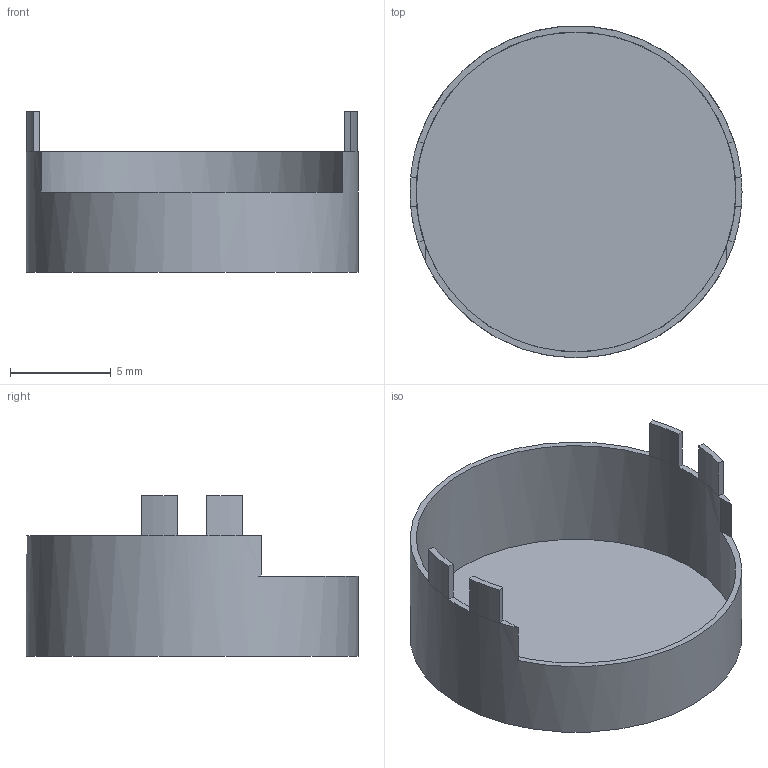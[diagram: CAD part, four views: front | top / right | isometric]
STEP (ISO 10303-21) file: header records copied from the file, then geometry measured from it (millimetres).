
FILE_DESCRIPTION(('FreeCAD Model'),'2;1');
FILE_NAME( 'cover.step' ,'2019-05-14T11:43:07',('Author'),(''), 'Open CASCADE STEP processor 7.3','FreeCAD','Unknown');
FILE_SCHEMA(('AUTOMOTIVE_DESIGN { 1 0 10303 214 1 1 1 1 }'));
Length unit declared in the file: millimetre
Products named in the file (1): Alpha_16mm_Cover
Bounding box: 16.5 x 16.5 x 8 mm (x, y, z)
Volume: 143.9 mm3; surface area: 982.9 mm2
Topology: 1 solids, 1 shells, 36 faces, 78 edges, 44 vertices
Faces by surface type: plane 26, cylinder 10
Full cylindrical faces by diameter (mm): 15.9 x1, 16.5 x1
Entity records: 987 total; most frequent: DIRECTION 188, CARTESIAN_POINT 159, ORIENTED_EDGE 156, EDGE_CURVE 78, AXIS2_PLACEMENT_3D 73, VERTEX_POINT 44, LINE 42, VECTOR 42
